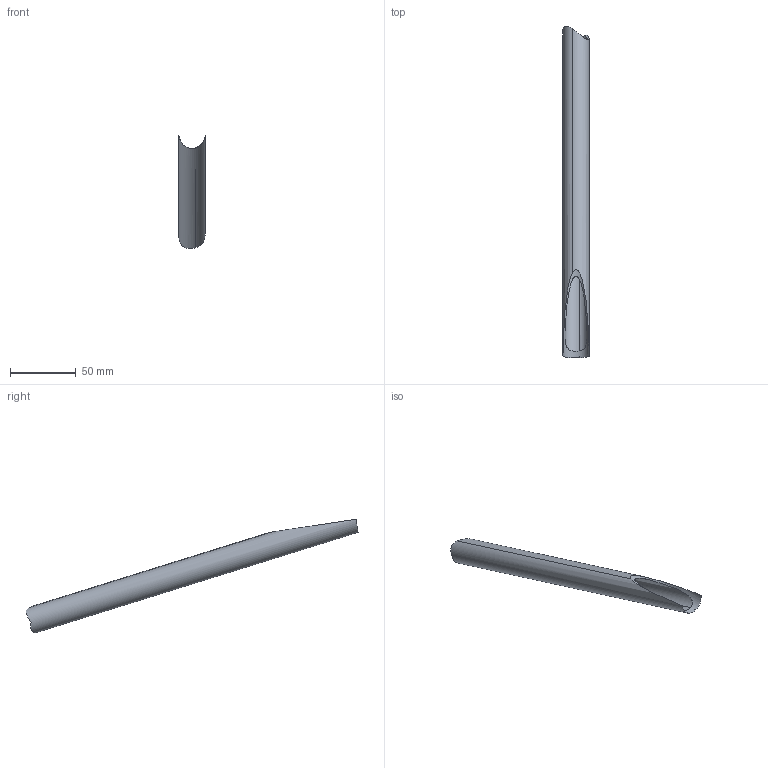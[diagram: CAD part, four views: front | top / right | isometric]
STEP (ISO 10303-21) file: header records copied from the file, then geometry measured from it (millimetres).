
FILE_DESCRIPTION(('STEP AP214'),'1');
FILE_NAME('55.stp','2018-02-08T14:08:39',(' '),(' '),'Spatial InterOp 3D',' ',' ');
FILE_SCHEMA(('automotive_design'));
Length unit declared in the file: metre
Products named in the file (1): Corps1
Bounding box: 20 x 253.35 x 86.54 mm (x, y, z)
Volume: 20329.6 mm3; surface area: 27765.8 mm2
Topology: 1 solids, 1 shells, 9 faces, 28 edges, 20 vertices
Faces by surface type: cylinder 7, extrusion 2
Entity records: 862 total; most frequent: CARTESIAN_POINT 546, ORIENTED_EDGE 56, EDGE_CURVE 28, DIRECTION 26, B_SPLINE_CURVE_WITH_KNOTS 23, VERTEX_POINT 20, STYLED_ITEM 10, PRESENTATION_STYLE_ASSIGNMENT 10
